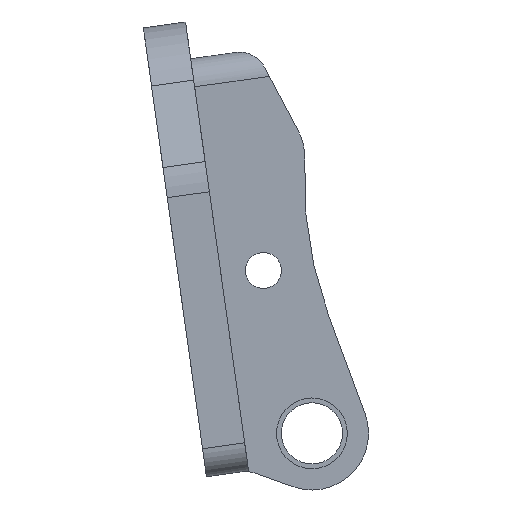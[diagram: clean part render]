
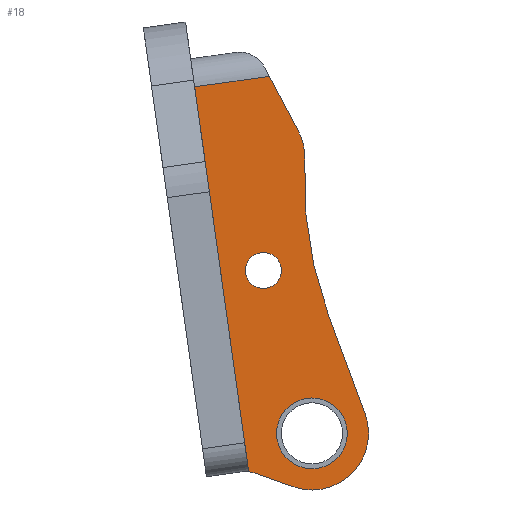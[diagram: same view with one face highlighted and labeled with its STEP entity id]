
A CAD part, left-side view. The second image highlights one B-rep face of the part: STEP entity #18.
In plain terms, the highlighted planar face has unit normal (-1, 0, 0).
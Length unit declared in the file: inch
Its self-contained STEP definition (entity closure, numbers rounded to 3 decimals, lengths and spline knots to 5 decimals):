
#4 = CIRCLE ( 'NONE', #1858, 1.73622 ) ;
#16 = DIRECTION ( 'NONE',  ( 1., 0., 0. ) ) ;
#17 = VERTEX_POINT ( 'NONE', #1787 ) ;
#18 = ADVANCED_FACE ( 'NONE', ( #1218, #838, #1296 ), #1714, .F. ) ;
#57 = ORIENTED_EDGE ( 'NONE', *, *, #512, .F. ) ;
#62 = EDGE_CURVE ( 'NONE', #1871, #1447, #4, .T. ) ;
#65 = ORIENTED_EDGE ( 'NONE', *, *, #763, .F. ) ;
#71 = VERTEX_POINT ( 'NONE', #1484 ) ;
#86 = CARTESIAN_POINT ( 'NONE',  ( -1.78563, 0.75268, 2.64576 ) ) ;
#99 = CARTESIAN_POINT ( 'NONE',  ( -1.78563, 0.59312, 2.21592 ) ) ;
#100 = CARTESIAN_POINT ( 'NONE',  ( -1.78563, 0.82749, 2.28517 ) ) ;
#114 = CARTESIAN_POINT ( 'NONE',  ( -1.78563, 1.34531, 3.65781 ) ) ;
#157 = LINE ( 'NONE', #1044, #1050 ) ;
#195 = ORIENTED_EDGE ( 'NONE', *, *, #637, .T. ) ;
#225 = CARTESIAN_POINT ( 'NONE',  ( -1.78563, 1.10717, 1.96338 ) ) ;
#264 = VECTOR ( 'NONE', #954, 39.37008 ) ;
#277 = VERTEX_POINT ( 'NONE', #493 ) ;
#289 = CARTESIAN_POINT ( 'NONE',  ( -1.78563, 0.85914, 3.33492 ) ) ;
#295 = ORIENTED_EDGE ( 'NONE', *, *, #1090, .F. ) ;
#297 = DIRECTION ( 'NONE',  ( 0., 0., -1. ) ) ;
#309 = ORIENTED_EDGE ( 'NONE', *, *, #319, .T. ) ;
#319 = EDGE_CURVE ( 'NONE', #685, #1641, #699, .T. ) ;
#322 = ORIENTED_EDGE ( 'NONE', *, *, #1543, .T. ) ;
#378 = VERTEX_POINT ( 'NONE', #993 ) ;
#383 = CARTESIAN_POINT ( 'NONE',  ( -1.78563, 0.82749, 2.12892 ) ) ;
#424 = DIRECTION ( 'NONE',  ( 0., 0., -1. ) ) ;
#428 = CARTESIAN_POINT ( 'NONE',  ( -1.78563, 1.04823, 3.69957 ) ) ;
#429 = EDGE_LOOP ( 'NONE', ( #1690, #309, #1623, #473, #1504, #65, #1876, #57, #542, #535 ) ) ;
#442 = CARTESIAN_POINT ( 'NONE',  ( -1.78563, 1.04209, 2.84756 ) ) ;
#473 = ORIENTED_EDGE ( 'NONE', *, *, #1792, .F. ) ;
#493 = CARTESIAN_POINT ( 'NONE',  ( -1.78563, 1.04209, 2.92706 ) ) ;
#512 = EDGE_CURVE ( 'NONE', #1447, #1852, #157, .T. ) ;
#528 = VECTOR ( 'NONE', #1743, 39.37008 ) ;
#530 = CIRCLE ( 'NONE', #653, 0.25 ) ;
#533 = DIRECTION ( 'NONE',  ( 1., 0., 0. ) ) ;
#535 = ORIENTED_EDGE ( 'NONE', *, *, #1619, .F. ) ;
#542 = ORIENTED_EDGE ( 'NONE', *, *, #62, .F. ) ;
#552 = DIRECTION ( 'NONE',  ( 1., 0., 0. ) ) ;
#573 = EDGE_CURVE ( 'NONE', #378, #1547, #841, .T. ) ;
#608 = CARTESIAN_POINT ( 'NONE',  ( -1.78563, 0.81009, 2.00514 ) ) ;
#620 = CARTESIAN_POINT ( 'NONE',  ( -1.78563, 0.82749, 2.12892 ) ) ;
#622 = DIRECTION ( 'NONE',  ( -1., 0., 0. ) ) ;
#637 = EDGE_CURVE ( 'NONE', #1650, #1378, #807, .T. ) ;
#653 = AXIS2_PLACEMENT_3D ( 'NONE', #383, #1292, #965 ) ;
#685 = VERTEX_POINT ( 'NONE', #1072 ) ;
#696 = CARTESIAN_POINT ( 'NONE',  ( -1.78563, 1.10884, 3.34715 ) ) ;
#699 = LINE ( 'NONE', #428, #1148 ) ;
#707 = EDGE_LOOP ( 'NONE', ( #295, #1493 ) ) ;
#732 = DIRECTION ( 'NONE',  ( 0., 0., -1. ) ) ;
#739 = DIRECTION ( 'NONE',  ( 0., 0., -1. ) ) ;
#763 = EDGE_CURVE ( 'NONE', #71, #1547, #1585, .T. ) ;
#807 = CIRCLE ( 'NONE', #1309, 0.15625 ) ;
#838 = FACE_BOUND ( 'NONE', #1834, .T. ) ;
#841 = CIRCLE ( 'NONE', #1339, 0.125 ) ;
#936 = CARTESIAN_POINT ( 'NONE',  ( -1.78563, 1.04209, 2.76806 ) ) ;
#944 = AXIS2_PLACEMENT_3D ( 'NONE', #696, #533, #424 ) ;
#954 = DIRECTION ( 'NONE',  ( 0., 0.139, 0.99 ) ) ;
#965 = DIRECTION ( 'NONE',  ( 0., 0., -1. ) ) ;
#993 = CARTESIAN_POINT ( 'NONE',  ( -1.78563, 1.13765, 1.9591 ) ) ;
#1014 = DIRECTION ( 'NONE',  ( -1., 0., 0. ) ) ;
#1044 = CARTESIAN_POINT ( 'NONE',  ( -1.78563, 0.59312, 2.21592 ) ) ;
#1050 = VECTOR ( 'NONE', #1329, 39.37008 ) ;
#1058 = DIRECTION ( 'NONE',  ( 0., -0.99, 0.139 ) ) ;
#1070 = LINE ( 'NONE', #1471, #1594 ) ;
#1072 = CARTESIAN_POINT ( 'NONE',  ( -1.78563, 1.01553, 3.70416 ) ) ;
#1076 = EDGE_CURVE ( 'NONE', #1268, #1641, #1674, .T. ) ;
#1090 = EDGE_CURVE ( 'NONE', #277, #1552, #1505, .T. ) ;
#1121 = AXIS2_PLACEMENT_3D ( 'NONE', #620, #1212, #739 ) ;
#1140 = DIRECTION ( 'NONE',  ( 0., 0., -1. ) ) ;
#1148 = VECTOR ( 'NONE', #1887, 39.37008 ) ;
#1154 = CARTESIAN_POINT ( 'NONE',  ( -1.78563, 0.82749, 1.97267 ) ) ;
#1186 = VECTOR ( 'NONE', #1058, 39.37008 ) ;
#1212 = DIRECTION ( 'NONE',  ( 1., 0., 0. ) ) ;
#1218 = FACE_BOUND ( 'NONE', #707, .T. ) ;
#1243 = DIRECTION ( 'NONE',  ( 1., 0., 0. ) ) ;
#1268 = VERTEX_POINT ( 'NONE', #225 ) ;
#1292 = DIRECTION ( 'NONE',  ( 1., 0., 0. ) ) ;
#1296 = FACE_OUTER_BOUND ( 'NONE', #429, .T. ) ;
#1309 = AXIS2_PLACEMENT_3D ( 'NONE', #1383, #1243, #1664 ) ;
#1313 = CIRCLE ( 'NONE', #1647, 0.0795 ) ;
#1329 = DIRECTION ( 'NONE',  ( 0., -0.348, -0.937 ) ) ;
#1339 = AXIS2_PLACEMENT_3D ( 'NONE', #1634, #16, #732 ) ;
#1360 = CARTESIAN_POINT ( 'NONE',  ( -1.78563, 1.04209, 2.84756 ) ) ;
#1365 = LINE ( 'NONE', #608, #1186 ) ;
#1378 = VERTEX_POINT ( 'NONE', #1154 ) ;
#1383 = CARTESIAN_POINT ( 'NONE',  ( -1.78563, 0.82749, 2.12892 ) ) ;
#1404 = EDGE_CURVE ( 'NONE', #1852, #71, #530, .T. ) ;
#1409 = CARTESIAN_POINT ( 'NONE',  ( -1.78563, -0.875, 3.25 ) ) ;
#1434 = DIRECTION ( 'NONE',  ( 0., 0., -1. ) ) ;
#1447 = VERTEX_POINT ( 'NONE', #86 ) ;
#1471 = CARTESIAN_POINT ( 'NONE',  ( -1.78563, 1.03689, 3.74433 ) ) ;
#1484 = CARTESIAN_POINT ( 'NONE',  ( -1.78563, 0.91162, 1.8935 ) ) ;
#1485 = CARTESIAN_POINT ( 'NONE',  ( -1.78563, 1.07819, 1.95303 ) ) ;
#1493 = ORIENTED_EDGE ( 'NONE', *, *, #1780, .F. ) ;
#1500 = AXIS2_PLACEMENT_3D ( 'NONE', #1686, #552, #1434 ) ;
#1504 = ORIENTED_EDGE ( 'NONE', *, *, #573, .T. ) ;
#1505 = CIRCLE ( 'NONE', #1738, 0.0795 ) ;
#1524 = DIRECTION ( 'NONE',  ( 0., 0., -1. ) ) ;
#1543 = EDGE_CURVE ( 'NONE', #1378, #1650, #1899, .T. ) ;
#1547 = VERTEX_POINT ( 'NONE', #1485 ) ;
#1552 = VERTEX_POINT ( 'NONE', #936 ) ;
#1562 = CIRCLE ( 'NONE', #944, 0.25 ) ;
#1585 = LINE ( 'NONE', #1857, #528 ) ;
#1594 = VECTOR ( 'NONE', #1599, 39.37008 ) ;
#1599 = DIRECTION ( 'NONE',  ( 0., -0.469, -0.883 ) ) ;
#1619 = EDGE_CURVE ( 'NONE', #17, #1871, #1562, .T. ) ;
#1623 = ORIENTED_EDGE ( 'NONE', *, *, #1076, .F. ) ;
#1634 = CARTESIAN_POINT ( 'NONE',  ( -1.78563, 1.12025, 1.83532 ) ) ;
#1641 = VERTEX_POINT ( 'NONE', #114 ) ;
#1647 = AXIS2_PLACEMENT_3D ( 'NONE', #1360, #1014, #297 ) ;
#1650 = VERTEX_POINT ( 'NONE', #100 ) ;
#1664 = DIRECTION ( 'NONE',  ( 0., 0., -1. ) ) ;
#1674 = LINE ( 'NONE', #1679, #264 ) ;
#1679 = CARTESIAN_POINT ( 'NONE',  ( -1.78563, 1.12457, 2.08717 ) ) ;
#1686 = CARTESIAN_POINT ( 'NONE',  ( -1.78563, 0.82749, 2.12892 ) ) ;
#1690 = ORIENTED_EDGE ( 'NONE', *, *, #1838, .F. ) ;
#1714 = PLANE ( 'NONE',  #1500 ) ;
#1738 = AXIS2_PLACEMENT_3D ( 'NONE', #442, #1889, #1140 ) ;
#1743 = DIRECTION ( 'NONE',  ( 0., 0.942, 0.337 ) ) ;
#1780 = EDGE_CURVE ( 'NONE', #1552, #277, #1313, .T. ) ;
#1787 = CARTESIAN_POINT ( 'NONE',  ( -1.78563, 0.88811, 3.46452 ) ) ;
#1792 = EDGE_CURVE ( 'NONE', #378, #1268, #1365, .T. ) ;
#1834 = EDGE_LOOP ( 'NONE', ( #195, #322 ) ) ;
#1838 = EDGE_CURVE ( 'NONE', #685, #17, #1070, .T. ) ;
#1852 = VERTEX_POINT ( 'NONE', #99 ) ;
#1857 = CARTESIAN_POINT ( 'NONE',  ( -1.78563, 1.10717, 1.96338 ) ) ;
#1858 = AXIS2_PLACEMENT_3D ( 'NONE', #1409, #622, #1524 ) ;
#1871 = VERTEX_POINT ( 'NONE', #289 ) ;
#1876 = ORIENTED_EDGE ( 'NONE', *, *, #1404, .F. ) ;
#1887 = DIRECTION ( 'NONE',  ( 0., 0.99, -0.139 ) ) ;
#1889 = DIRECTION ( 'NONE',  ( -1., 0., 0. ) ) ;
#1899 = CIRCLE ( 'NONE', #1121, 0.15625 ) ;
